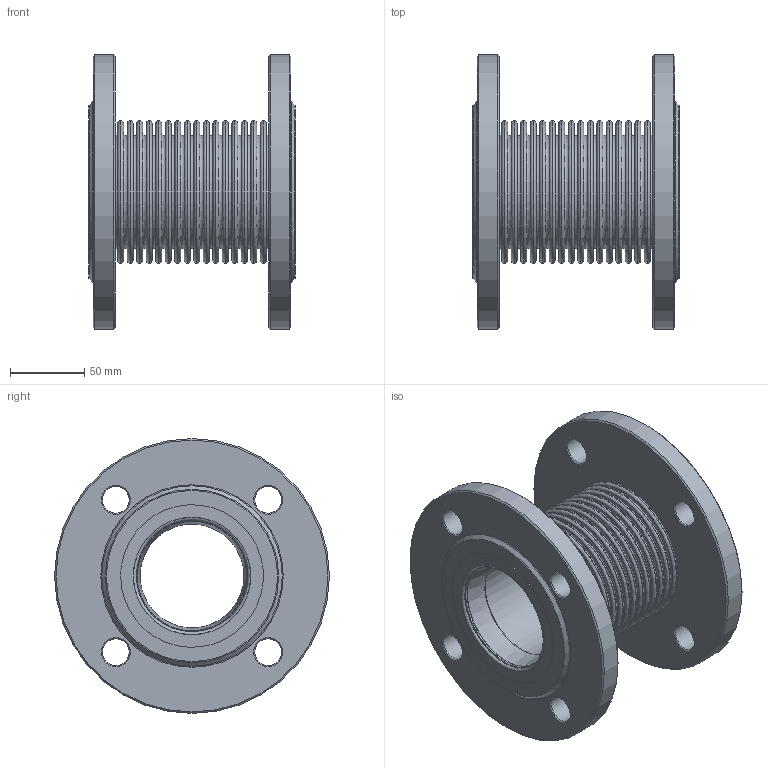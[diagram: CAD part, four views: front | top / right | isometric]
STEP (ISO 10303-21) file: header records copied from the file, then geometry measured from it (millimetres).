
FILE_DESCRIPTION(('HOOPS Exchange Step'),'2;1');
FILE_NAME('KP03_DN65_PN16.stp','2025-10-31T16:22:38+01:00',('nieru'),('Unknown organisation'),'HOOPS Exchange 2024.2','HOOPS Exchange','Unknown authorisation');
FILE_SCHEMA( ('AP203_CONFIGURATION_CONTROLLED_3D_DESIGN_OF_MECHANICAL_PARTS_AND_ASSEMBLIES_MIM_LF') );
Length unit declared in the file: millimetre
Products named in the file (2): 0; root
Assembly tree (1 placements, depth 2):
  root
    0
Bounding box: 139.8 x 185 x 185 mm (x, y, z)
Volume: 728020.3 mm3; surface area: 436915.3 mm2
Topology: 5 solids, 5 shells, 280 faces, 719 edges, 453 vertices
Faces by surface type: torus 126, cone 102, cylinder 30, plane 14, bspline 8
Full cylindrical faces by diameter (mm): 18 x8, 70 x1, 70.8 x1, 71.4 x1, 72.2 x1, 73.899 x2, 74.699 x2, 75.3 x2, 76.1 x8, 96 x2, 185 x2
Entity records: 11311 total; most frequent: CARTESIAN_POINT 3955, DIRECTION 1812, ORIENTED_EDGE 1438, AXIS2_PLACEMENT_3D 840, EDGE_CURVE 719, CIRCLE 565, VERTEX_POINT 453, EDGE_LOOP 310
